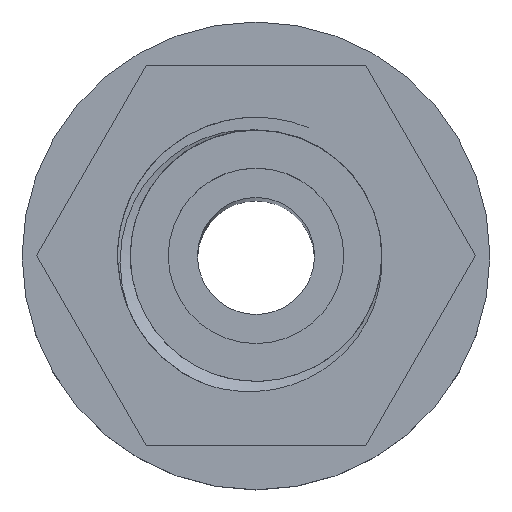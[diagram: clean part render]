
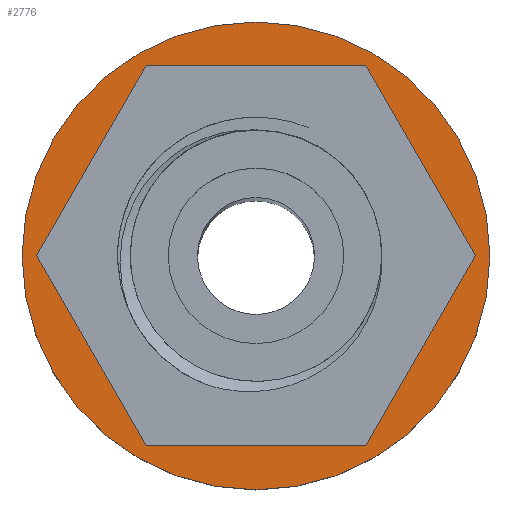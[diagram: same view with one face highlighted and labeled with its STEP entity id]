
A CAD part, top view. The second image highlights one B-rep face of the part: STEP entity #2776.
In plain terms, the highlighted planar face has unit normal (0, 0, 1).
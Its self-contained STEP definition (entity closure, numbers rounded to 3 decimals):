
#135 = LINE ( 'NONE', #4163, #3846 ) ;
#229 = VERTEX_POINT ( 'NONE', #1657 ) ;
#319 = ORIENTED_EDGE ( 'NONE', *, *, #4532, .F. ) ;
#325 = VERTEX_POINT ( 'NONE', #4857 ) ;
#350 = EDGE_CURVE ( 'NONE', #773, #799, #3601, .T. ) ;
#396 = ORIENTED_EDGE ( 'NONE', *, *, #2139, .F. ) ;
#479 = DIRECTION ( 'NONE',  ( 0.5, -0.866, 0. ) ) ;
#529 = DIRECTION ( 'NONE',  ( -0.5, 0.866, 0. ) ) ;
#555 = CARTESIAN_POINT ( 'NONE',  ( 7.506, 0., 69. ) ) ;
#710 = DIRECTION ( 'NONE',  ( 0.5, 0.866, 0. ) ) ;
#718 = EDGE_LOOP ( 'NONE', ( #2033, #1732, #319, #3619, #396, #3127 ) ) ;
#751 = FACE_BOUND ( 'NONE', #718, .T. ) ;
#760 = DIRECTION ( 'NONE',  ( -0.5, -0.866, 0. ) ) ;
#773 = VERTEX_POINT ( 'NONE', #2752 ) ;
#799 = VERTEX_POINT ( 'NONE', #814 ) ;
#814 = CARTESIAN_POINT ( 'NONE',  ( -8., 0., 69. ) ) ;
#1102 = CARTESIAN_POINT ( 'NONE',  ( 3.753, -6.5, 69. ) ) ;
#1159 = VECTOR ( 'NONE', #5162, 1000. ) ;
#1161 = AXIS2_PLACEMENT_3D ( 'NONE', #3913, #3843, #4753 ) ;
#1172 = DIRECTION ( 'NONE',  ( 1., 0., 0. ) ) ;
#1257 = VECTOR ( 'NONE', #479, 1000. ) ;
#1367 = CARTESIAN_POINT ( 'NONE',  ( -3.753, -6.5, 69. ) ) ;
#1370 = LINE ( 'NONE', #4533, #1257 ) ;
#1576 = VECTOR ( 'NONE', #760, 1000. ) ;
#1657 = CARTESIAN_POINT ( 'NONE',  ( 3.753, 6.5, 69. ) ) ;
#1685 = CARTESIAN_POINT ( 'NONE',  ( 0., 0., 69. ) ) ;
#1732 = ORIENTED_EDGE ( 'NONE', *, *, #4966, .F. ) ;
#1788 = DIRECTION ( 'NONE',  ( 0., 0., 1. ) ) ;
#1856 = VERTEX_POINT ( 'NONE', #1367 ) ;
#1942 = LINE ( 'NONE', #3492, #1576 ) ;
#2033 = ORIENTED_EDGE ( 'NONE', *, *, #2236, .F. ) ;
#2052 = EDGE_CURVE ( 'NONE', #2977, #325, #1942, .T. ) ;
#2091 = VECTOR ( 'NONE', #710, 1000. ) ;
#2139 = EDGE_CURVE ( 'NONE', #229, #2977, #2746, .T. ) ;
#2236 = EDGE_CURVE ( 'NONE', #4011, #4614, #2383, .T. ) ;
#2305 = PLANE ( 'NONE',  #1161 ) ;
#2324 = EDGE_CURVE ( 'NONE', #799, #773, #3678, .T. ) ;
#2327 = FACE_OUTER_BOUND ( 'NONE', #4594, .T. ) ;
#2383 = LINE ( 'NONE', #1102, #2091 ) ;
#2746 = LINE ( 'NONE', #3563, #1159 ) ;
#2752 = CARTESIAN_POINT ( 'NONE',  ( 8., 0., 69. ) ) ;
#2776 = ADVANCED_FACE ( 'NONE', ( #751, #2327 ), #2305, .T. ) ;
#2843 = VECTOR ( 'NONE', #1172, 1000. ) ;
#2939 = ORIENTED_EDGE ( 'NONE', *, *, #2324, .T. ) ;
#2964 = DIRECTION ( 'NONE',  ( 1., 0., 0. ) ) ;
#2977 = VERTEX_POINT ( 'NONE', #3267 ) ;
#3127 = ORIENTED_EDGE ( 'NONE', *, *, #4560, .F. ) ;
#3212 = CARTESIAN_POINT ( 'NONE',  ( -3.753, -6.5, 69. ) ) ;
#3257 = AXIS2_PLACEMENT_3D ( 'NONE', #4393, #5187, #3615 ) ;
#3265 = AXIS2_PLACEMENT_3D ( 'NONE', #1685, #1788, #2964 ) ;
#3267 = CARTESIAN_POINT ( 'NONE',  ( -3.753, 6.5, 69. ) ) ;
#3492 = CARTESIAN_POINT ( 'NONE',  ( -3.753, 6.5, 69. ) ) ;
#3563 = CARTESIAN_POINT ( 'NONE',  ( 3.753, 6.5, 69. ) ) ;
#3601 = CIRCLE ( 'NONE', #3265, 8. ) ;
#3615 = DIRECTION ( 'NONE',  ( 1., 0., 0. ) ) ;
#3619 = ORIENTED_EDGE ( 'NONE', *, *, #2052, .F. ) ;
#3678 = CIRCLE ( 'NONE', #3257, 8. ) ;
#3843 = DIRECTION ( 'NONE',  ( 0., 0., 1. ) ) ;
#3846 = VECTOR ( 'NONE', #529, 1000. ) ;
#3913 = CARTESIAN_POINT ( 'NONE',  ( 0., 0., 69. ) ) ;
#4011 = VERTEX_POINT ( 'NONE', #4705 ) ;
#4163 = CARTESIAN_POINT ( 'NONE',  ( 7.506, 0., 69. ) ) ;
#4354 = ORIENTED_EDGE ( 'NONE', *, *, #350, .T. ) ;
#4393 = CARTESIAN_POINT ( 'NONE',  ( 0., 0., 69. ) ) ;
#4532 = EDGE_CURVE ( 'NONE', #325, #1856, #1370, .T. ) ;
#4533 = CARTESIAN_POINT ( 'NONE',  ( -7.506, 0., 69. ) ) ;
#4560 = EDGE_CURVE ( 'NONE', #4614, #229, #135, .T. ) ;
#4594 = EDGE_LOOP ( 'NONE', ( #2939, #4354 ) ) ;
#4614 = VERTEX_POINT ( 'NONE', #555 ) ;
#4705 = CARTESIAN_POINT ( 'NONE',  ( 3.753, -6.5, 69. ) ) ;
#4753 = DIRECTION ( 'NONE',  ( 1., 0., 0. ) ) ;
#4757 = LINE ( 'NONE', #3212, #2843 ) ;
#4857 = CARTESIAN_POINT ( 'NONE',  ( -7.506, 0., 69. ) ) ;
#4966 = EDGE_CURVE ( 'NONE', #1856, #4011, #4757, .T. ) ;
#5162 = DIRECTION ( 'NONE',  ( -1., 0., 0. ) ) ;
#5187 = DIRECTION ( 'NONE',  ( 0., 0., 1. ) ) ;
